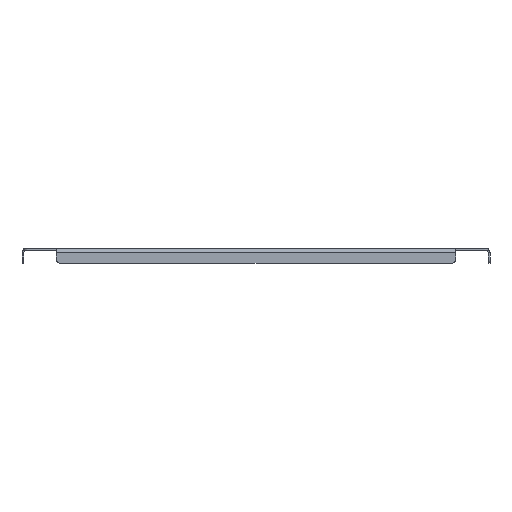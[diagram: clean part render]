
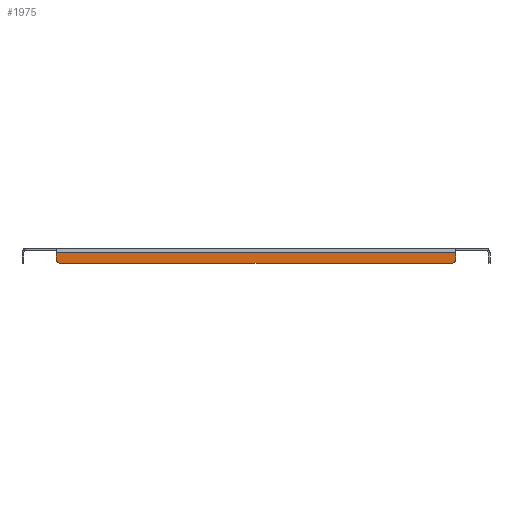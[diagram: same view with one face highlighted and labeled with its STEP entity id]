
A CAD part, front view. The second image highlights one B-rep face of the part: STEP entity #1975.
In plain terms, the highlighted planar face has unit normal (0, -1, 0).
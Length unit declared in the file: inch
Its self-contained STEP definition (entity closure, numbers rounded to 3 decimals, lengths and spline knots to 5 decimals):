
#42 = VERTEX_POINT ( 'NONE', #752 ) ;
#127 = DIRECTION ( 'NONE',  ( 0., 0., -1. ) ) ;
#198 = VERTEX_POINT ( 'NONE', #365 ) ;
#254 = EDGE_CURVE ( 'NONE', #42, #502, #630, .T. ) ;
#271 = AXIS2_PLACEMENT_3D ( 'NONE', #2469, #918, #885 ) ;
#365 = CARTESIAN_POINT ( 'NONE',  ( 11.49, -13.469, -0.604 ) ) ;
#388 = CARTESIAN_POINT ( 'NONE',  ( 11.49, -13.469, 0. ) ) ;
#400 = VECTOR ( 'NONE', #1935, 39.37008 ) ;
#411 = EDGE_CURVE ( 'NONE', #502, #2995, #1745, .T. ) ;
#481 = VECTOR ( 'NONE', #2934, 39.37008 ) ;
#502 = VERTEX_POINT ( 'NONE', #2565 ) ;
#536 = DIRECTION ( 'NONE',  ( 1., 0., 0. ) ) ;
#617 = CARTESIAN_POINT ( 'NONE',  ( 11.24, -13.469, -0.854 ) ) ;
#629 = VERTEX_POINT ( 'NONE', #2586 ) ;
#630 = CIRCLE ( 'NONE', #1109, 0.25 ) ;
#658 = EDGE_CURVE ( 'NONE', #2995, #198, #1324, .T. ) ;
#659 = ORIENTED_EDGE ( 'NONE', *, *, #860, .F. ) ;
#693 = ORIENTED_EDGE ( 'NONE', *, *, #254, .T. ) ;
#740 = CARTESIAN_POINT ( 'NONE',  ( -11.49, -13.469, -0.2465 ) ) ;
#752 = CARTESIAN_POINT ( 'NONE',  ( -11.49, -13.469, -0.604 ) ) ;
#860 = EDGE_CURVE ( 'NONE', #1248, #629, #3171, .T. ) ;
#885 = DIRECTION ( 'NONE',  ( 0., 0., -1. ) ) ;
#918 = DIRECTION ( 'NONE',  ( 0., -1., 0. ) ) ;
#1109 = AXIS2_PLACEMENT_3D ( 'NONE', #1164, #1962, #2467 ) ;
#1164 = CARTESIAN_POINT ( 'NONE',  ( -11.24, -13.469, -0.604 ) ) ;
#1165 = LINE ( 'NONE', #388, #481 ) ;
#1248 = VERTEX_POINT ( 'NONE', #740 ) ;
#1324 = CIRCLE ( 'NONE', #1690, 0.25 ) ;
#1638 = VECTOR ( 'NONE', #2801, 39.37008 ) ;
#1690 = AXIS2_PLACEMENT_3D ( 'NONE', #2399, #2871, #127 ) ;
#1745 = LINE ( 'NONE', #2518, #2082 ) ;
#1784 = ORIENTED_EDGE ( 'NONE', *, *, #411, .T. ) ;
#1935 = DIRECTION ( 'NONE',  ( 1., 0., 0. ) ) ;
#1962 = DIRECTION ( 'NONE',  ( 0., -1., 0. ) ) ;
#1975 = ADVANCED_FACE ( 'NONE', ( #2179 ), #2433, .T. ) ;
#1992 = EDGE_CURVE ( 'NONE', #198, #629, #1165, .T. ) ;
#2003 = ORIENTED_EDGE ( 'NONE', *, *, #1992, .T. ) ;
#2082 = VECTOR ( 'NONE', #536, 39.37008 ) ;
#2179 = FACE_OUTER_BOUND ( 'NONE', #3064, .T. ) ;
#2196 = EDGE_CURVE ( 'NONE', #1248, #42, #2325, .T. ) ;
#2325 = LINE ( 'NONE', #2592, #1638 ) ;
#2399 = CARTESIAN_POINT ( 'NONE',  ( 11.24, -13.469, -0.604 ) ) ;
#2433 = PLANE ( 'NONE',  #271 ) ;
#2467 = DIRECTION ( 'NONE',  ( 0., 0., -1. ) ) ;
#2469 = CARTESIAN_POINT ( 'NONE',  ( -13.365, -13.469, 0. ) ) ;
#2518 = CARTESIAN_POINT ( 'NONE',  ( -13.365, -13.469, -0.854 ) ) ;
#2565 = CARTESIAN_POINT ( 'NONE',  ( -11.24, -13.469, -0.854 ) ) ;
#2586 = CARTESIAN_POINT ( 'NONE',  ( 11.49, -13.469, -0.2465 ) ) ;
#2592 = CARTESIAN_POINT ( 'NONE',  ( -11.49, -13.469, 0. ) ) ;
#2801 = DIRECTION ( 'NONE',  ( 0., 0., -1. ) ) ;
#2871 = DIRECTION ( 'NONE',  ( 0., -1., 0. ) ) ;
#2926 = CARTESIAN_POINT ( 'NONE',  ( 11.49, -13.469, -0.2465 ) ) ;
#2928 = ORIENTED_EDGE ( 'NONE', *, *, #658, .T. ) ;
#2934 = DIRECTION ( 'NONE',  ( 0., 0., 1. ) ) ;
#2995 = VERTEX_POINT ( 'NONE', #617 ) ;
#3064 = EDGE_LOOP ( 'NONE', ( #3242, #693, #1784, #2928, #2003, #659 ) ) ;
#3171 = LINE ( 'NONE', #2926, #400 ) ;
#3242 = ORIENTED_EDGE ( 'NONE', *, *, #2196, .T. ) ;
